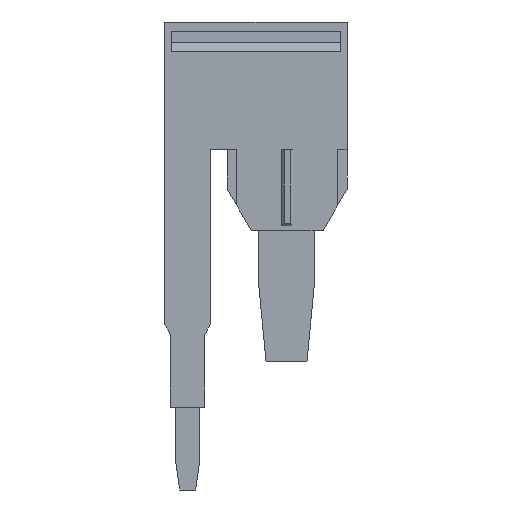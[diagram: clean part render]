
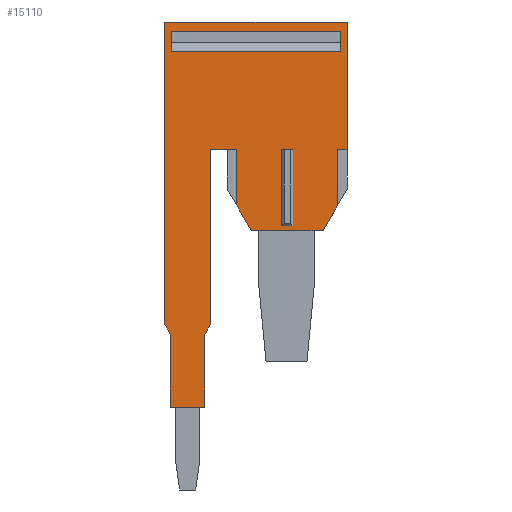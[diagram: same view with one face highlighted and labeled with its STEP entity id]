
A CAD part, front view. The second image highlights one B-rep face of the part: STEP entity #15110.
In plain terms, the highlighted face is planar.
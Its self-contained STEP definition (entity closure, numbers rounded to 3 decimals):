
#400=CARTESIAN_POINT('',(2.607,-26.825,47.075));
#410=DIRECTION('',(0.,0.,-1.));
#420=VECTOR('',#410,1.);
#430=LINE('',#400,#420);
#440=CARTESIAN_POINT('',(2.607,-26.825,
51.41));
#450=VERTEX_POINT('',#440);
#460=CARTESIAN_POINT('',(2.607,-26.825,
47.61));
#470=VERTEX_POINT('',#460);
#480=EDGE_CURVE('',#450,#470,#430,.T.);
#1090=CARTESIAN_POINT('',(2.607,1.601,
53.89));
#1100=VERTEX_POINT('',#1090);
#4100=CARTESIAN_POINT('',(2.607,15.675,
47.01));
#4110=VERTEX_POINT('',#4100);
#4140=CARTESIAN_POINT('',(2.607,-12.305,47.01))
;
#4150=DIRECTION('',(0.,1.,0.));
#4160=VECTOR('',#4150,1.);
#4170=LINE('',#4140,#4160);
#4180=CARTESIAN_POINT('',(2.607,-17.736,
47.01));
#4190=VERTEX_POINT('',#4180);
#4200=EDGE_CURVE('',#4190,#4110,#4170,.T.);
#5010=CARTESIAN_POINT('',(2.607,1.601,
61.115));
#5020=VERTEX_POINT('',#5010);
#5070=CARTESIAN_POINT('',(2.607,-12.305,61.115))
;
#5080=DIRECTION('',(0.,1.,0.));
#5090=VECTOR('',#5080,1.);
#5100=LINE('',#5070,#5090);
#5110=CARTESIAN_POINT('',(2.607,-6.827,
61.115));
#5120=VERTEX_POINT('',#5110);
#5130=EDGE_CURVE('',#5120,#5020,#5100,.T.);
#5790=CARTESIAN_POINT('',(2.607,-18.775,
47.61));
#5800=VERTEX_POINT('',#5790);
#5850=CARTESIAN_POINT('',(2.607,-12.305,43.875))
;
#5860=DIRECTION('',(0.,-0.866,
0.5));
#5870=VECTOR('',#5860,1.);
#5880=LINE('',#5850,#5870);
#5890=EDGE_CURVE('',#4190,#5800,#5880,.T.);
#6910=CARTESIAN_POINT('',(2.607,-12.305,47.61))
;
#6920=DIRECTION('',(0.,1.,0.));
#6930=VECTOR('',#6920,1.);
#6940=LINE('',#6910,#6930);
#6950=EDGE_CURVE('',#470,#5800,#6940,.T.);
#8100=CARTESIAN_POINT('',(2.607,-12.305,51.41))
;
#8110=DIRECTION('',(0.,1.,0.));
#8120=VECTOR('',#8110,1.);
#8130=LINE('',#8100,#8120);
#8140=CARTESIAN_POINT('',(2.607,-18.775,
51.41));
#8150=VERTEX_POINT('',#8140);
#8160=EDGE_CURVE('',#450,#8150,#8130,.T.);
#8720=CARTESIAN_POINT('',(2.607,-12.305,61.585))
;
#8730=DIRECTION('',(0.,-0.866,
-0.5));
#8740=VECTOR('',#8730,1.);
#8750=LINE('',#8720,#8740);
#8760=CARTESIAN_POINT('',(2.607,-4.503,
66.09));
#8770=VERTEX_POINT('',#8760);
#8780=CARTESIAN_POINT('',(2.607,-7.33,
64.458));
#8790=VERTEX_POINT('',#8780);
#8800=EDGE_CURVE('',#8770,#8790,#8750,.T.);
#10110=CARTESIAN_POINT('',(2.607,-12.305,52.01)
);
#10120=DIRECTION('',(0.,-1.,0.));
#10130=VECTOR('',#10120,1.);
#10140=LINE('',#10110,#10130);
#10150=CARTESIAN_POINT('',(2.607,1.601,
52.01));
#10160=VERTEX_POINT('',#10150);
#10170=CARTESIAN_POINT('',(2.607,-17.736,
52.01));
#10180=VERTEX_POINT('',#10170);
#10190=EDGE_CURVE('',#10160,#10180,#10140,.T.);
#10520=CARTESIAN_POINT('',(2.607,-12.305,55.145)
);
#10530=DIRECTION('',(0.,-0.866,
-0.5));
#10540=VECTOR('',#10530,1.);
#10550=LINE('',#10520,#10540);
#10560=EDGE_CURVE('',#10180,#8150,#10550,.T.);
#11570=CARTESIAN_POINT('',(2.607,-4.503,
54.89));
#11580=VERTEX_POINT('',#11570);
#11610=CARTESIAN_POINT('',(2.607,-12.305,59.395)
);
#11620=DIRECTION('',(0.,0.866,
-0.5));
#11630=VECTOR('',#11620,1.);
#11640=LINE('',#11610,#11630);
#11650=CARTESIAN_POINT('',(2.607,-7.325,
56.519));
#11660=VERTEX_POINT('',#11650);
#11670=EDGE_CURVE('',#11660,#11580,#11640,.T.);
#12020=CARTESIAN_POINT('',(2.607,-7.32,47.075)
);
#12030=DIRECTION('',(0.,0.001,
-1.));
#12040=VECTOR('',#12030,1.);
#12050=LINE('',#12020,#12040);
#12060=EDGE_CURVE('',#8790,#11660,#12050,.T.);
#12290=CARTESIAN_POINT('',(2.607,1.601,47.075))
;
#12300=DIRECTION('',(0.,0.,1.));
#12310=VECTOR('',#12300,1.);
#12320=LINE('',#12290,#12310);
#12330=EDGE_CURVE('',#10160,#1100,#12320,.T.);
#12540=CARTESIAN_POINT('',(2.607,15.675,
67.09));
#12550=VERTEX_POINT('',#12540);
#12860=CARTESIAN_POINT('',(2.607,1.601,
67.09));
#12870=VERTEX_POINT('',#12860);
#12900=CARTESIAN_POINT('',(2.607,-12.305,67.09)
);
#12910=DIRECTION('',(0.,1.,0.));
#12920=VECTOR('',#12910,1.);
#12930=LINE('',#12900,#12920);
#12940=EDGE_CURVE('',#12870,#12550,#12930,.T.);
#13490=CARTESIAN_POINT('',(2.607,-6.827,47.075))
;
#13500=DIRECTION('',(0.,0.,-1.));
#13510=VECTOR('',#13500,1.);
#13520=LINE('',#13490,#13510);
#13530=CARTESIAN_POINT('',(2.607,-6.827,
59.865));
#13540=VERTEX_POINT('',#13530);
#13550=EDGE_CURVE('',#5120,#13540,#13520,.T.);
#14060=CARTESIAN_POINT('',(2.607,11.401,
47.61));
#14070=DIRECTION('',(-1.,0.,0.));
#14080=DIRECTION('',(0.,0.,-1.));
#14090=AXIS2_PLACEMENT_3D('',#14060,#14070,#14080);
#14100=PLANE('',#14090);
#14110=ORIENTED_EDGE('',*,*,#8160,.T.);
#14120=ORIENTED_EDGE('',*,*,#480,.F.);
#14130=ORIENTED_EDGE('',*,*,#6950,.F.);
#14140=ORIENTED_EDGE('',*,*,#5890,.T.);
#14150=ORIENTED_EDGE('',*,*,#4200,.F.);
#14160=CARTESIAN_POINT('',(2.607,15.675,47.075))
;
#14170=DIRECTION('',(0.,0.,1.));
#14180=VECTOR('',#14170,1.);
#14190=LINE('',#14160,#14180);
#14200=EDGE_CURVE('',#4110,#12550,#14190,.T.);
#14210=ORIENTED_EDGE('',*,*,#14200,.F.);
#14220=ORIENTED_EDGE('',*,*,#12940,.T.);
#14230=CARTESIAN_POINT('',(2.607,1.601,47.075))
;
#14240=DIRECTION('',(0.,0.,1.));
#14250=VECTOR('',#14240,1.);
#14260=LINE('',#14230,#14250);
#14270=CARTESIAN_POINT('',(2.607,1.601,
66.09));
#14280=VERTEX_POINT('',#14270);
#14290=EDGE_CURVE('',#14280,#12870,#14260,.T.);
#14300=ORIENTED_EDGE('',*,*,#14290,.T.);
#14310=CARTESIAN_POINT('',(2.607,-12.305,66.09)
);
#14320=DIRECTION('',(0.,-1.,0.));
#14330=VECTOR('',#14320,1.);
#14340=LINE('',#14310,#14330);
#14350=EDGE_CURVE('',#14280,#8770,#14340,.T.);
#14360=ORIENTED_EDGE('',*,*,#14350,.F.);
#14370=ORIENTED_EDGE('',*,*,#8800,.F.);
#14380=ORIENTED_EDGE('',*,*,#12060,.F.);
#14390=ORIENTED_EDGE('',*,*,#11670,.F.);
#14400=CARTESIAN_POINT('',(2.607,-12.305,54.89)
);
#14410=DIRECTION('',(0.,1.,0.));
#14420=VECTOR('',#14410,1.);
#14430=LINE('',#14400,#14420);
#14440=CARTESIAN_POINT('',(2.607,1.601,
54.89));
#14450=VERTEX_POINT('',#14440);
#14460=EDGE_CURVE('',#11580,#14450,#14430,.T.);
#14470=ORIENTED_EDGE('',*,*,#14460,.F.);
#14480=CARTESIAN_POINT('',(2.607,1.601,47.075))
;
#14490=DIRECTION('',(0.,0.,-1.));
#14500=VECTOR('',#14490,1.);
#14510=LINE('',#14480,#14500);
#14520=EDGE_CURVE('',#14450,#1100,#14510,.T.);
#14530=ORIENTED_EDGE('',*,*,#14520,.F.);
#14540=ORIENTED_EDGE('',*,*,#12330,.T.);
#14550=ORIENTED_EDGE('',*,*,#10190,.F.);
#14560=ORIENTED_EDGE('',*,*,#10560,.F.);
#14570=EDGE_LOOP('',(#14560,#14550,#14540,#14530,#14470,#14390,#14380,
#14370,#14360,#14300,#14220,#14210,#14150,#14140,#14130,#14120,#14110));
#14580=FACE_OUTER_BOUND('',#14570,.T.);
#14590=ORIENTED_EDGE('',*,*,#5130,.F.);
#14600=CARTESIAN_POINT('',(2.607,1.601,47.075));
#14610=DIRECTION('',(0.,0.,1.));
#14620=VECTOR('',#14610,1.);
#14630=LINE('',#14600,#14620);
#14640=CARTESIAN_POINT('',(2.607,1.601,
59.865));
#14650=VERTEX_POINT('',#14640);
#14660=EDGE_CURVE('',#14650,#5020,#14630,.T.);
#14670=ORIENTED_EDGE('',*,*,#14660,.T.);
#14680=CARTESIAN_POINT('',(2.607,-12.305,59.865)
);
#14690=DIRECTION('',(0.,-1.,0.));
#14700=VECTOR('',#14690,1.);
#14710=LINE('',#14680,#14700);
#14720=EDGE_CURVE('',#14650,#13540,#14710,.T.);
#14730=ORIENTED_EDGE('',*,*,#14720,.F.);
#14740=ORIENTED_EDGE('',*,*,#13550,.T.);
#14750=EDGE_LOOP('',(#14740,#14730,#14670,#14590));
#14760=FACE_BOUND('',#14750,.T.);
#14770=CARTESIAN_POINT('',(2.607,12.433,47.075));
#14780=DIRECTION('',(0.,0.,-1.));
#14790=VECTOR('',#14780,1.);
#14800=LINE('',#14770,#14790);
#14810=CARTESIAN_POINT('',(2.607,12.433,
66.39));
#14820=VERTEX_POINT('',#14810);
#14830=CARTESIAN_POINT('',(2.607,12.433,
47.71));
#14840=VERTEX_POINT('',#14830);
#14850=EDGE_CURVE('',#14820,#14840,#14800,.T.);
#14860=ORIENTED_EDGE('',*,*,#14850,.T.);
#14870=CARTESIAN_POINT('',(2.607,-12.305,66.39)
);
#14880=DIRECTION('',(0.,-1.,0.));
#14890=VECTOR('',#14880,1.);
#14900=LINE('',#14870,#14890);
#14910=CARTESIAN_POINT('',(2.607,14.675,
66.39));
#14920=VERTEX_POINT('',#14910);
#14930=EDGE_CURVE('',#14920,#14820,#14900,.T.);
#14940=ORIENTED_EDGE('',*,*,#14930,.T.);
#14950=CARTESIAN_POINT('',(2.607,14.675,47.075))
;
#14960=DIRECTION('',(0.,0.,-1.));
#14970=VECTOR('',#14960,1.);
#14980=LINE('',#14950,#14970);
#14990=CARTESIAN_POINT('',(2.607,14.675,
47.71));
#15000=VERTEX_POINT('',#14990);
#15010=EDGE_CURVE('',#14920,#15000,#14980,.T.);
#15020=ORIENTED_EDGE('',*,*,#15010,.F.);
#15030=CARTESIAN_POINT('',(2.607,-12.305,47.71)
);
#15040=DIRECTION('',(0.,-1.,0.));
#15050=VECTOR('',#15040,1.);
#15060=LINE('',#15030,#15050);
#15070=EDGE_CURVE('',#15000,#14840,#15060,.T.);
#15080=ORIENTED_EDGE('',*,*,#15070,.F.);
#15090=EDGE_LOOP('',(#15080,#15020,#14940,#14860));
#15100=FACE_BOUND('',#15090,.T.);
#15110=ADVANCED_FACE('',(#14580,#14760,#15100),#14100,.T.);
